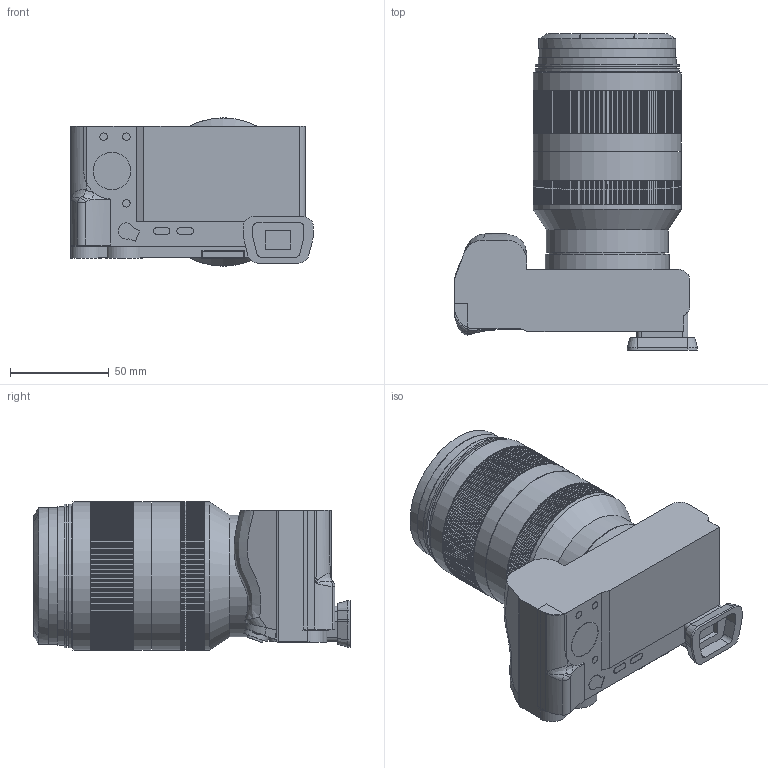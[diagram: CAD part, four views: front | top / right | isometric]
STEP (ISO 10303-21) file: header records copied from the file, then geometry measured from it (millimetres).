
FILE_DESCRIPTION(/* description */ (''),/* implementation_level */ '2;1');
FILE_NAME(/* name */ 'A6300 18 200 Assembly.stp',/* time_stamp */ '2020-04-13T16:18:27-04:00',/* author */ ('WV755865'),/* organization */ (''),/* preprocessor_version */ 'ST-DEVELOPER v18',/* originating_system */ 'Autodesk Inventor 2020',/* authorisation */ '');
FILE_SCHEMA (('AUTOMOTIVE_DESIGN { 1 0 10303 214 3 1 1 }'));
Length unit declared in the file: inch
Products named in the file (5): A6300 18 200 Assembly; SEL 18 200; A6300; UV Filter; Lens Cap
Assembly tree (4 placements, depth 2):
  A6300 18 200 Assembly
    SEL 18 200
    A6300
    UV Filter
    Lens Cap
Bounding box: 123.22 x 160.43 x 75.21 mm (x, y, z)
Volume: 724887.7 mm3; surface area: 140783.2 mm2
Topology: 25 solids, 25 shells, 1038 faces, 2921 edges, 1965 vertices
Faces by surface type: cylinder 808, plane 204, cone 13, bspline 10, torus 2, sphere 1
Full cylindrical faces by diameter (mm): 1.27 x10, 3.81 x4, 8.382 x1, 12.7 x1, 15.875 x1, 19.05 x2, 41.275 x1, 46.711 x1, 46.736 x1, 58.166 x2, 58.877 x1, 61.59 x1, 61.747 x1, 62.23 x2, 62.814 x1, 64.567 x1, 64.77 x1, 65 x1, 66.751 x3, 69.342 x2, 70.129 x5, 70.155 x2, 73.025 x2, 75.209 x4
Entity records: 36357 total; most frequent: CARTESIAN_POINT 6730, DIRECTION 6704, ORIENTED_EDGE 5840, EDGE_CURVE 2920, AXIS2_PLACEMENT_3D 2781, VERTEX_POINT 1965, CIRCLE 1737, LINE 1142
